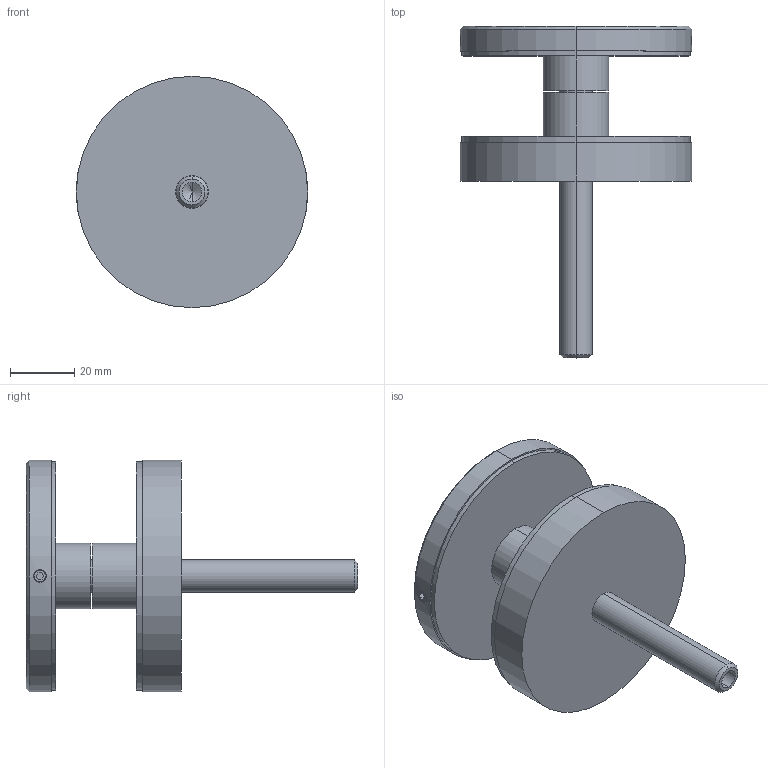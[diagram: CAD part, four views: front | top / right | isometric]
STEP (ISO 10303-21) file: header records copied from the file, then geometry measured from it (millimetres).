
FILE_DESCRIPTION (( 'STEP AP203' ), '1' );
FILE_NAME ('3D_GG-4222 flach_188770210.STEP', '2024-11-06T08:00:56', ( '' ), ( '' ), 'SwSTEP 2.0', 'SolidWorks 2023', '' );
FILE_SCHEMA (( 'CONFIG_CONTROL_DESIGN' ));
Length unit declared in the file: millimetre
Products named in the file (1): 3D_GG-4222 flach_188770210
Bounding box: 72 x 103.27 x 72 mm (x, y, z)
Volume: 106205.5 mm3; surface area: 46263.1 mm2
Topology: 8 solids, 8 shells, 91 faces, 186 edges, 117 vertices
Faces by surface type: cylinder 38, plane 35, cone 18
Entity records: 2577 total; most frequent: CARTESIAN_POINT 505, DIRECTION 452, ORIENTED_EDGE 368, EDGE_CURVE 184, AXIS2_PLACEMENT_3D 180, VERTEX_POINT 117, EDGE_LOOP 109, VECTOR 92
